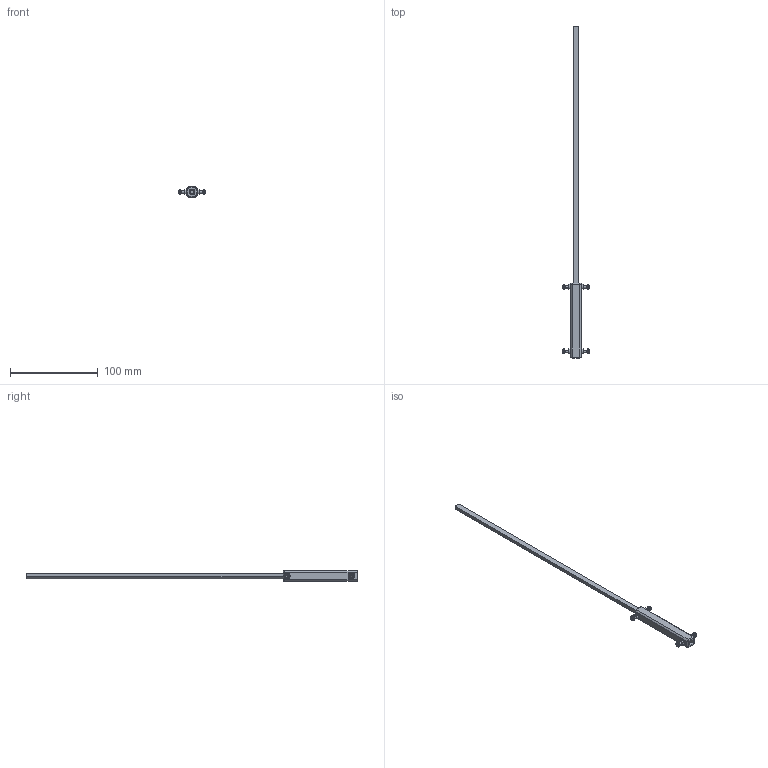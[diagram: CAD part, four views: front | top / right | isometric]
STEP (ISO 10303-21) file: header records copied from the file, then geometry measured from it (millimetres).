
FILE_DESCRIPTION (( 'STEP AP214' ), '1' );
FILE_NAME ('AL-365.step', '2020-05-11T19:42:14', ( '' ), ( '' ), 'SwSTEP 2.0', 'SolidWorks 2019', '' );
FILE_SCHEMA (( 'AUTOMOTIVE_DESIGN' ));
Length unit declared in the file: inch
Products named in the file (2): AL-365
Bounding box: 30.32 x 378 x 11.5 mm (x, y, z)
Volume: 20764.1 mm3; surface area: 15089.5 mm2
Topology: 6 solids, 6 shells, 211 faces, 501 edges, 314 vertices
Faces by surface type: plane 93, cylinder 56, bspline 34, cone 28
Entity records: 9861 total; most frequent: CARTESIAN_POINT 2362, ORIENTED_EDGE 1002, DIRECTION 931, EDGE_CURVE 501, AXIS2_PLACEMENT_3D 351, VERTEX_POINT 314, EDGE_LOOP 233, LINE 229
